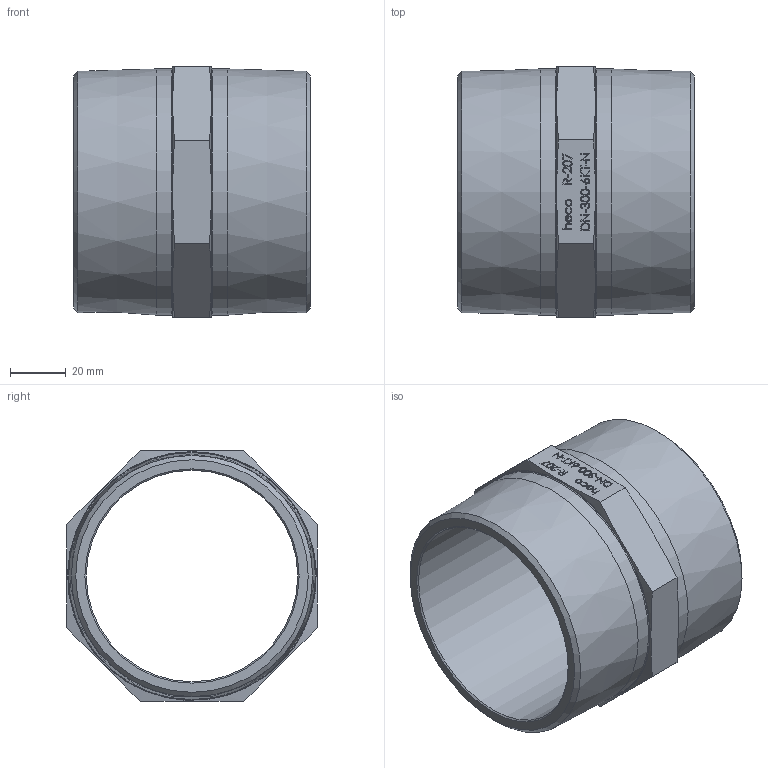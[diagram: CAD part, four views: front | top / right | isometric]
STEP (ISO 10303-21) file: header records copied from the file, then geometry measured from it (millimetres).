
FILE_DESCRIPTION (( 'STEP AP214' ), '1' );
FILE_NAME ('DN-300-6KT-N R-207 2010.STEP', '2020-11-02T11:57:33', ( '' ), ( '' ), 'SwSTEP 2.0', 'SolidWorks 2019', '' );
FILE_SCHEMA (( 'AUTOMOTIVE_DESIGN' ));
Length unit declared in the file: millimetre
Products named in the file (1): DN-300-6KT-N R-207 2010
Bounding box: 85 x 90 x 90.01 mm (x, y, z)
Volume: 136158.9 mm3; surface area: 47043.6 mm2
Topology: 1 solids, 1 shells, 260 faces, 677 edges, 450 vertices
Faces by surface type: plane 144, bspline 103, cone 8, cylinder 3, torus 2
Full cylindrical faces by diameter (mm): 76 x1, 88.455 x2
Entity records: 16443 total; most frequent: CARTESIAN_POINT 8338, ORIENTED_EDGE 1316, DIRECTION 768, EDGE_CURVE 658, VERTEX_POINT 444, VECTOR 420, LINE 420, EDGE_LOOP 306
